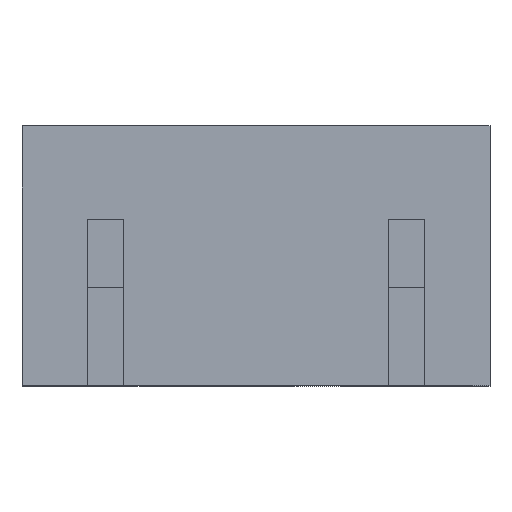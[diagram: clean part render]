
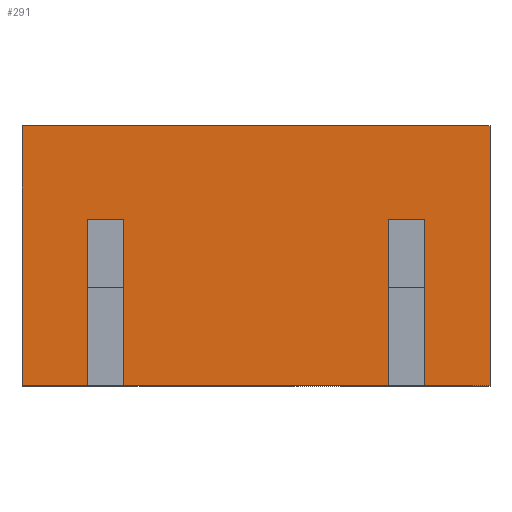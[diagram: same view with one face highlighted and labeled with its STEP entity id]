
A CAD part, top view. The second image highlights one B-rep face of the part: STEP entity #291.
In plain terms, the highlighted planar face has unit normal (0, 0, 1).
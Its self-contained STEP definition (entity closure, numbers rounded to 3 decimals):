
#16 = DIRECTION ( 'NONE',  ( -1., 0., 0. ) ) ;
#41 = VECTOR ( 'NONE', #2263, 1000. ) ;
#44 = VERTEX_POINT ( 'NONE', #2199 ) ;
#52 = CARTESIAN_POINT ( 'NONE',  ( 4.5, 5., 0. ) ) ;
#53 = VECTOR ( 'NONE', #1827, 1000. ) ;
#61 = CARTESIAN_POINT ( 'NONE',  ( 3.25, 0., 0. ) ) ;
#62 = ORIENTED_EDGE ( 'NONE', *, *, #92, .F. ) ;
#67 = DIRECTION ( 'NONE',  ( -1., 0., 0. ) ) ;
#68 = CARTESIAN_POINT ( 'NONE',  ( 3.25, 0., 0. ) ) ;
#89 = DIRECTION ( 'NONE',  ( 0., -1., 0. ) ) ;
#92 = EDGE_CURVE ( 'NONE', #251, #44, #2058, .T. ) ;
#105 = DIRECTION ( 'NONE',  ( 0., 1., 0. ) ) ;
#145 = CARTESIAN_POINT ( 'NONE',  ( -2.55, 0., 0. ) ) ;
#183 = CARTESIAN_POINT ( 'NONE',  ( -3.25, 0., 0. ) ) ;
#251 = VERTEX_POINT ( 'NONE', #2660 ) ;
#253 = LINE ( 'NONE', #68, #303 ) ;
#291 = ADVANCED_FACE ( 'NONE', ( #1882 ), #2896, .F. ) ;
#303 = VECTOR ( 'NONE', #3290, 1000. ) ;
#339 = CARTESIAN_POINT ( 'NONE',  ( -3.25, 0., 0. ) ) ;
#357 = ORIENTED_EDGE ( 'NONE', *, *, #395, .F. ) ;
#373 = DIRECTION ( 'NONE',  ( -1., 0., 0. ) ) ;
#387 = LINE ( 'NONE', #1863, #2035 ) ;
#395 = EDGE_CURVE ( 'NONE', #1221, #1785, #3142, .T. ) ;
#424 = CARTESIAN_POINT ( 'NONE',  ( 3.25, 3.2, 0. ) ) ;
#477 = EDGE_CURVE ( 'NONE', #1785, #770, #2608, .T. ) ;
#488 = ORIENTED_EDGE ( 'NONE', *, *, #2576, .F. ) ;
#513 = EDGE_CURVE ( 'NONE', #2134, #624, #2652, .T. ) ;
#536 = DIRECTION ( 'NONE',  ( 1., 0., 0. ) ) ;
#555 = CARTESIAN_POINT ( 'NONE',  ( 4.5, 3.2, 0. ) ) ;
#556 = CARTESIAN_POINT ( 'NONE',  ( 2.55, 0., 0. ) ) ;
#624 = VERTEX_POINT ( 'NONE', #1755 ) ;
#664 = ORIENTED_EDGE ( 'NONE', *, *, #3276, .F. ) ;
#749 = VERTEX_POINT ( 'NONE', #61 ) ;
#770 = VERTEX_POINT ( 'NONE', #2084 ) ;
#866 = DIRECTION ( 'NONE',  ( 0., 0., -1. ) ) ;
#1051 = LINE ( 'NONE', #555, #41 ) ;
#1059 = DIRECTION ( 'NONE',  ( 1., 0., 0. ) ) ;
#1071 = DIRECTION ( 'NONE',  ( -1., 0., 0. ) ) ;
#1105 = ORIENTED_EDGE ( 'NONE', *, *, #2597, .F. ) ;
#1144 = CARTESIAN_POINT ( 'NONE',  ( 4.5, 0., 0. ) ) ;
#1182 = EDGE_CURVE ( 'NONE', #770, #251, #387, .T. ) ;
#1218 = VERTEX_POINT ( 'NONE', #1144 ) ;
#1221 = VERTEX_POINT ( 'NONE', #1879 ) ;
#1230 = LINE ( 'NONE', #2029, #2641 ) ;
#1234 = ORIENTED_EDGE ( 'NONE', *, *, #2277, .T. ) ;
#1307 = ORIENTED_EDGE ( 'NONE', *, *, #1182, .F. ) ;
#1324 = CARTESIAN_POINT ( 'NONE',  ( 4.5, 0., 0. ) ) ;
#1325 = EDGE_CURVE ( 'NONE', #749, #2134, #253, .T. ) ;
#1334 = CARTESIAN_POINT ( 'NONE',  ( 4.5, 0., 0. ) ) ;
#1343 = CARTESIAN_POINT ( 'NONE',  ( 2.55, 0., 0. ) ) ;
#1382 = CARTESIAN_POINT ( 'NONE',  ( 4.5, 0., 0. ) ) ;
#1429 = VECTOR ( 'NONE', #3072, 1000. ) ;
#1586 = EDGE_CURVE ( 'NONE', #1771, #1221, #1051, .T. ) ;
#1615 = CARTESIAN_POINT ( 'NONE',  ( 4.5, 3.2, 0. ) ) ;
#1755 = CARTESIAN_POINT ( 'NONE',  ( 2.55, 3.2, 0. ) ) ;
#1771 = VERTEX_POINT ( 'NONE', #2495 ) ;
#1778 = ORIENTED_EDGE ( 'NONE', *, *, #1325, .F. ) ;
#1785 = VERTEX_POINT ( 'NONE', #183 ) ;
#1816 = VECTOR ( 'NONE', #2875, 1000. ) ;
#1827 = DIRECTION ( 'NONE',  ( 0., -1., 0. ) ) ;
#1836 = ORIENTED_EDGE ( 'NONE', *, *, #1922, .F. ) ;
#1845 = VECTOR ( 'NONE', #89, 1000. ) ;
#1863 = CARTESIAN_POINT ( 'NONE',  ( -4.5, 0., 0. ) ) ;
#1879 = CARTESIAN_POINT ( 'NONE',  ( -3.25, 3.2, 0. ) ) ;
#1882 = FACE_OUTER_BOUND ( 'NONE', #2763, .T. ) ;
#1922 = EDGE_CURVE ( 'NONE', #2391, #1771, #2287, .T. ) ;
#2028 = VECTOR ( 'NONE', #67, 1000. ) ;
#2029 = CARTESIAN_POINT ( 'NONE',  ( 4.5, 0., 0. ) ) ;
#2035 = VECTOR ( 'NONE', #105, 1000. ) ;
#2056 = ORIENTED_EDGE ( 'NONE', *, *, #1586, .F. ) ;
#2058 = LINE ( 'NONE', #52, #3105 ) ;
#2084 = CARTESIAN_POINT ( 'NONE',  ( -4.5, 0., 0. ) ) ;
#2111 = CARTESIAN_POINT ( 'NONE',  ( 4.5, 0., 0. ) ) ;
#2134 = VERTEX_POINT ( 'NONE', #424 ) ;
#2155 = ORIENTED_EDGE ( 'NONE', *, *, #513, .F. ) ;
#2199 = CARTESIAN_POINT ( 'NONE',  ( 4.5, 5., 0. ) ) ;
#2263 = DIRECTION ( 'NONE',  ( -1., 0., 0. ) ) ;
#2277 = EDGE_CURVE ( 'NONE', #2391, #2718, #1230, .T. ) ;
#2287 = LINE ( 'NONE', #2524, #1429 ) ;
#2293 = LINE ( 'NONE', #1324, #3029 ) ;
#2387 = LINE ( 'NONE', #1334, #1845 ) ;
#2391 = VERTEX_POINT ( 'NONE', #145 ) ;
#2495 = CARTESIAN_POINT ( 'NONE',  ( -2.55, 3.2, 0. ) ) ;
#2524 = CARTESIAN_POINT ( 'NONE',  ( -2.55, 0., 0. ) ) ;
#2576 = EDGE_CURVE ( 'NONE', #1218, #749, #2293, .T. ) ;
#2597 = EDGE_CURVE ( 'NONE', #624, #2718, #2833, .T. ) ;
#2608 = LINE ( 'NONE', #1382, #2028 ) ;
#2641 = VECTOR ( 'NONE', #536, 1000. ) ;
#2652 = LINE ( 'NONE', #1615, #3269 ) ;
#2660 = CARTESIAN_POINT ( 'NONE',  ( -4.5, 5., 0. ) ) ;
#2718 = VERTEX_POINT ( 'NONE', #1343 ) ;
#2763 = EDGE_LOOP ( 'NONE', ( #357, #2056, #1836, #1234, #1105, #2155, #1778, #488, #664, #62, #1307, #3288 ) ) ;
#2833 = LINE ( 'NONE', #556, #53 ) ;
#2875 = DIRECTION ( 'NONE',  ( 0., -1., 0. ) ) ;
#2896 = PLANE ( 'NONE',  #3061 ) ;
#3029 = VECTOR ( 'NONE', #16, 1000. ) ;
#3061 = AXIS2_PLACEMENT_3D ( 'NONE', #2111, #866, #373 ) ;
#3072 = DIRECTION ( 'NONE',  ( 0., 1., 0. ) ) ;
#3105 = VECTOR ( 'NONE', #1059, 1000. ) ;
#3142 = LINE ( 'NONE', #339, #1816 ) ;
#3269 = VECTOR ( 'NONE', #1071, 1000. ) ;
#3276 = EDGE_CURVE ( 'NONE', #44, #1218, #2387, .T. ) ;
#3288 = ORIENTED_EDGE ( 'NONE', *, *, #477, .F. ) ;
#3290 = DIRECTION ( 'NONE',  ( 0., 1., 0. ) ) ;
